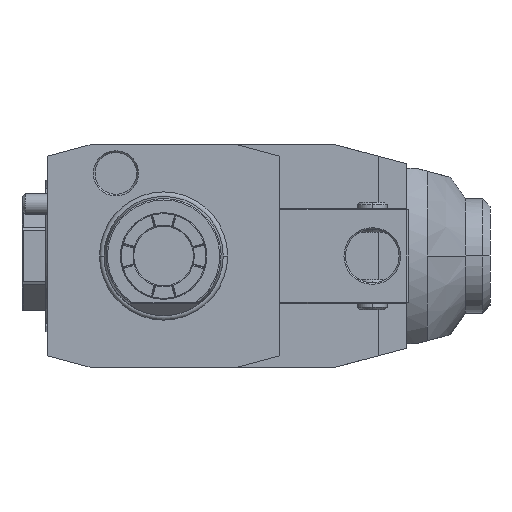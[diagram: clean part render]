
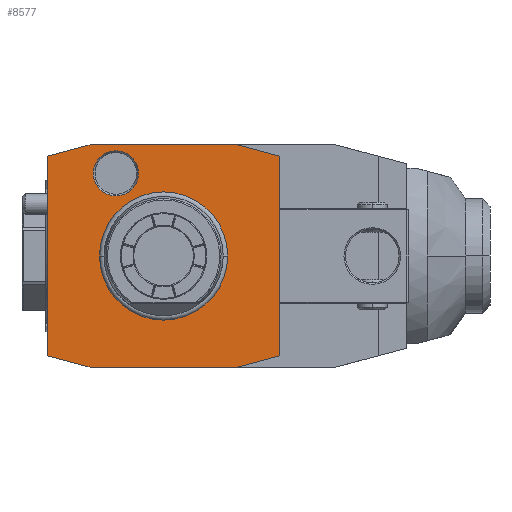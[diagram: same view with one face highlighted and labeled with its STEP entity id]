
A CAD part, front view. The second image highlights one B-rep face of the part: STEP entity #8577.
In plain terms, the highlighted planar face has unit normal (0, -1, 0).
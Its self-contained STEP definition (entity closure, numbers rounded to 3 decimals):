
#1=DIRECTION('',(-1.,0.,0.));
#2=VECTOR('',#1,48.);
#3=CARTESIAN_POINT('',(24.,0.,37.5));
#4=LINE('',#3,#2);
#5=DIRECTION('',(-0.966,0.,0.259));
#6=VECTOR('',#5,15.529);
#7=CARTESIAN_POINT('',(39.,0.,33.481));
#8=LINE('',#7,#6);
#9=DIRECTION('',(0.,0.,1.));
#10=VECTOR('',#9,66.962);
#11=CARTESIAN_POINT('',(39.,0.,-33.481));
#12=LINE('',#11,#10);
#13=DIRECTION('',(0.966,0.,0.259));
#14=VECTOR('',#13,15.529);
#15=CARTESIAN_POINT('',(24.,0.,-37.5));
#16=LINE('',#15,#14);
#17=DIRECTION('',(1.,0.,0.));
#18=VECTOR('',#17,48.);
#19=CARTESIAN_POINT('',(-24.,0.,-37.5));
#20=LINE('',#19,#18);
#21=DIRECTION('',(0.966,0.,-0.259));
#22=VECTOR('',#21,15.529);
#23=CARTESIAN_POINT('',(-39.,0.,-33.481));
#24=LINE('',#23,#22);
#25=DIRECTION('',(0.,0.,-1.));
#26=VECTOR('',#25,66.962);
#27=CARTESIAN_POINT('',(-39.,0.,33.481));
#28=LINE('',#27,#26);
#29=DIRECTION('',(-0.966,0.,-0.259));
#30=VECTOR('',#29,15.529);
#31=CARTESIAN_POINT('',(-24.,0.,37.5));
#32=LINE('',#31,#30);
#33=CARTESIAN_POINT('',(-16.,0.,27.713));
#34=DIRECTION('',(0.,1.,0.));
#35=DIRECTION('',(1.,0.,0.));
#36=AXIS2_PLACEMENT_3D('',#33,#34,#35);
#38=CARTESIAN_POINT('',(-16.,0.,27.713));
#39=DIRECTION('',(0.,1.,0.));
#40=DIRECTION('',(-1.,0.,0.));
#41=AXIS2_PLACEMENT_3D('',#38,#39,#40);
#5253=CARTESIAN_POINT('',(0.,0.,0.));
#5254=DIRECTION('',(0.,-1.,0.));
#5255=DIRECTION('',(1.,0.,0.));
#5256=AXIS2_PLACEMENT_3D('',#5253,#5254,#5255);
#5258=CARTESIAN_POINT('',(0.,0.,0.));
#5259=DIRECTION('',(0.,-1.,0.));
#5260=DIRECTION('',(-1.,0.,0.));
#5261=AXIS2_PLACEMENT_3D('',#5258,#5259,#5260);
#7594=CARTESIAN_POINT('',(-8.423,0.,27.713));
#7595=CARTESIAN_POINT('',(-23.577,0.,27.713));
#7596=VERTEX_POINT('',#7594);
#7597=VERTEX_POINT('',#7595);
#8344=CARTESIAN_POINT('',(24.,0.,37.5));
#8345=CARTESIAN_POINT('',(-24.,0.,37.5));
#8346=VERTEX_POINT('',#8344);
#8347=VERTEX_POINT('',#8345);
#8348=CARTESIAN_POINT('',(-39.,0.,33.481));
#8349=VERTEX_POINT('',#8348);
#8350=CARTESIAN_POINT('',(-39.,0.,-33.481));
#8351=VERTEX_POINT('',#8350);
#8352=CARTESIAN_POINT('',(-24.,0.,-37.5));
#8353=VERTEX_POINT('',#8352);
#8354=CARTESIAN_POINT('',(24.,0.,-37.5));
#8355=VERTEX_POINT('',#8354);
#8356=CARTESIAN_POINT('',(39.,0.,-33.481));
#8357=VERTEX_POINT('',#8356);
#8358=CARTESIAN_POINT('',(39.,0.,33.481));
#8359=VERTEX_POINT('',#8358);
#8436=CARTESIAN_POINT('',(21.137,0.,0.));
#8437=CARTESIAN_POINT('',(-21.137,0.,0.));
#8438=VERTEX_POINT('',#8436);
#8439=VERTEX_POINT('',#8437);
#8542=CARTESIAN_POINT('',(0.,0.,0.));
#8543=DIRECTION('',(0.,-1.,0.));
#8544=DIRECTION('',(-1.,0.,0.));
#8545=AXIS2_PLACEMENT_3D('',#8542,#8543,#8544);
#8546=PLANE('',#8545);
#8548=ORIENTED_EDGE('',*,*,#8547,.F.);
#8550=ORIENTED_EDGE('',*,*,#8549,.F.);
#8552=ORIENTED_EDGE('',*,*,#8551,.F.);
#8554=ORIENTED_EDGE('',*,*,#8553,.F.);
#8556=ORIENTED_EDGE('',*,*,#8555,.F.);
#8558=ORIENTED_EDGE('',*,*,#8557,.F.);
#8560=ORIENTED_EDGE('',*,*,#8559,.F.);
#8562=ORIENTED_EDGE('',*,*,#8561,.F.);
#8563=EDGE_LOOP('',(#8548,#8550,#8552,#8554,#8556,#8558,#8560,#8562));
#8564=FACE_OUTER_BOUND('',#8563,.F.);
#8566=ORIENTED_EDGE('',*,*,#8565,.T.);
#8568=ORIENTED_EDGE('',*,*,#8567,.T.);
#8569=EDGE_LOOP('',(#8566,#8568));
#8570=FACE_BOUND('',#8569,.F.);
#8572=ORIENTED_EDGE('',*,*,#8571,.F.);
#8574=ORIENTED_EDGE('',*,*,#8573,.F.);
#8575=EDGE_LOOP('',(#8572,#8574));
#8576=FACE_BOUND('',#8575,.F.);
#37=CIRCLE('',#36,7.577);
#42=CIRCLE('',#41,7.577);
#5257=CIRCLE('',#5256,21.137);
#5262=CIRCLE('',#5261,21.137);
#8547=EDGE_CURVE('',#8346,#8347,#4,.T.);
#8549=EDGE_CURVE('',#8359,#8346,#8,.T.);
#8551=EDGE_CURVE('',#8357,#8359,#12,.T.);
#8553=EDGE_CURVE('',#8355,#8357,#16,.T.);
#8555=EDGE_CURVE('',#8353,#8355,#20,.T.);
#8557=EDGE_CURVE('',#8351,#8353,#24,.T.);
#8559=EDGE_CURVE('',#8349,#8351,#28,.T.);
#8561=EDGE_CURVE('',#8347,#8349,#32,.T.);
#8565=EDGE_CURVE('',#8438,#8439,#5257,.T.);
#8567=EDGE_CURVE('',#8439,#8438,#5262,.T.);
#8571=EDGE_CURVE('',#7596,#7597,#37,.T.);
#8573=EDGE_CURVE('',#7597,#7596,#42,.T.);
#8577=ADVANCED_FACE('',(#8564,#8570,#8576),#8546,.T.);
